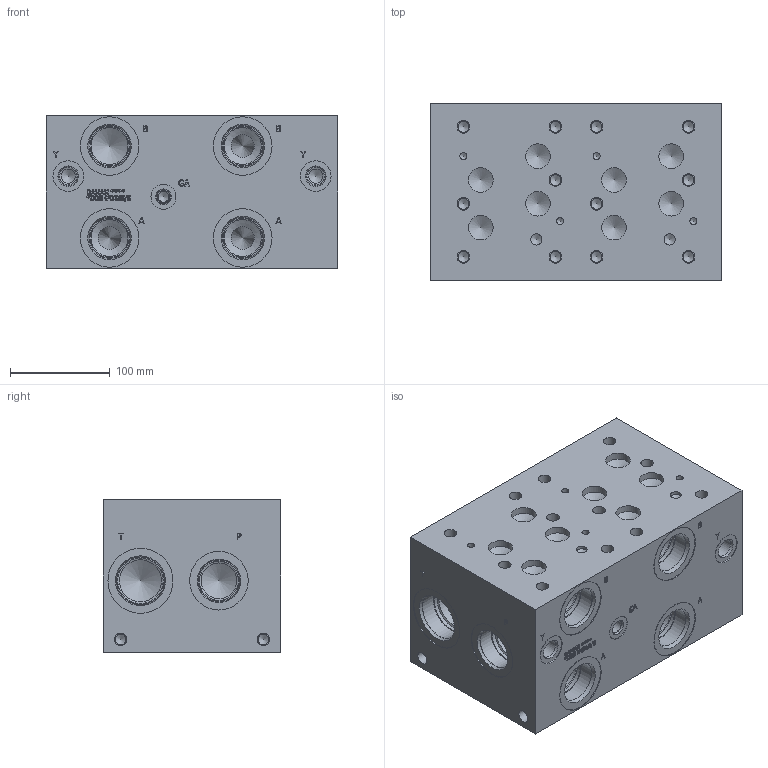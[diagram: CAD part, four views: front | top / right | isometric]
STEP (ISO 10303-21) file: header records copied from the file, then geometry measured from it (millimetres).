
FILE_DESCRIPTION(/* description */ (''),/* implementation_level */ '2;1');
FILE_NAME(/* name */ '_D08HP025S_S.stp',/* time_stamp */ '2020-05-14T10:38:06-04:00',/* author */ ('alexanderw'),/* organization */ (''),/* preprocessor_version */ 'ST-DEVELOPER v17',/* originating_system */ 'Autodesk Inventor 2019',/* authorisation */ '');
FILE_SCHEMA (('AUTOMOTIVE_DESIGN { 1 0 10303 214 3 1 1 }'));
Length unit declared in the file: millimetre
Products named in the file (1): Part_AD08HP025S~S_3D
Bounding box: 292.1 x 177.8 x 152.4 mm (x, y, z)
Volume: 7287104.9 mm3; surface area: 327238.7 mm2
Topology: 1 solids, 1 shells, 767 faces, 2089 edges, 1416 vertices
Faces by surface type: plane 402, bspline 181, cylinder 107, cone 77
Full cylindrical faces by diameter (mm): 7.137 x4, 10.719 x17, 11.125 x2, 12.7 x16, 12.9 x1, 14.275 x3, 14.529 x1, 17.501 x2, 19.05 x2, 19.253 x2, 24.613 x8, 25.019 x1, 25.4 x1, 30.632 x2, 31.75 x1, 34.112 x1, 35.712 x2, 35.992 x1, 36.525 x1, 36.906 x4, 39.218 x6, 39.675 x1, 41.275 x4, 41.28 x2, 41.758 x2, 42.062 x2, 43.51 x4, 45.568 x2, 47.625 x2, 48.057 x2
Entity records: 25613 total; most frequent: CARTESIAN_POINT 6584, ORIENTED_EDGE 4094, DIRECTION 3255, EDGE_CURVE 2047, VERTEX_POINT 1416, LINE 1289, VECTOR 1289, AXIS2_PLACEMENT_3D 983
